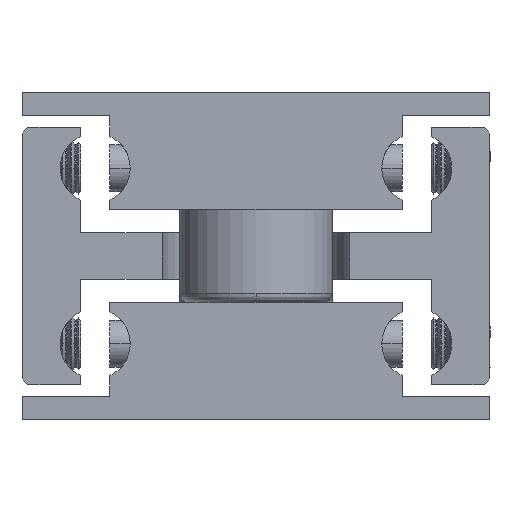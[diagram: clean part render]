
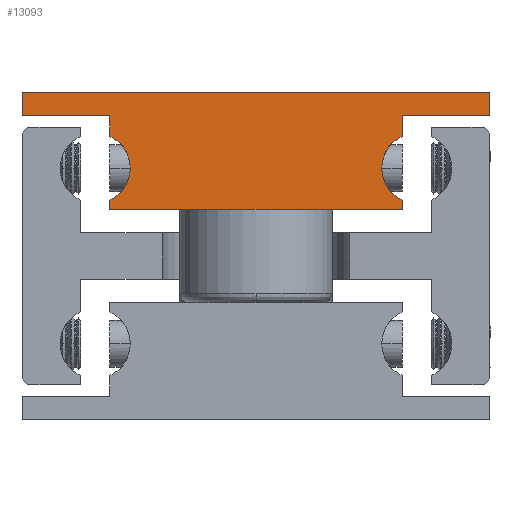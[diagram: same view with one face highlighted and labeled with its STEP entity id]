
A CAD part, front view. The second image highlights one B-rep face of the part: STEP entity #13093.
In plain terms, the highlighted planar face has unit normal (0, -1, 0).
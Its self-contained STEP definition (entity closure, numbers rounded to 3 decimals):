
#10810=CARTESIAN_POINT('',(-10.75,-275.0,0.));
#10811=VERTEX_POINT('',#10810);
#10820=CARTESIAN_POINT('',(-12.5,-275.0,2.727));
#10821=VERTEX_POINT('',#10820);
#10822=CARTESIAN_POINT('',(-13.75,-275.0,0.0));
#10823=DIRECTION('',(0.0,1.0,0.0));
#10824=DIRECTION('',(1.0,0.0,0.0));
#10825=AXIS2_PLACEMENT_3D('',#10822,#10823,#10824);
#10826=CIRCLE('',#10825,3.0);
#10827=EDGE_CURVE('',#10821,#10811,#10826,.T.);
#10952=CARTESIAN_POINT('',(12.5,-275.0,2.727));
#10953=VERTEX_POINT('',#10952);
#10960=CARTESIAN_POINT('',(10.75,-275.0,0.));
#10961=VERTEX_POINT('',#10960);
#10962=CARTESIAN_POINT('',(13.75,-275.0,0.0));
#10963=DIRECTION('',(0.0,1.0,0.0));
#10964=DIRECTION('',(1.0,0.0,0.0));
#10965=AXIS2_PLACEMENT_3D('',#10962,#10963,#10964);
#10966=CIRCLE('',#10965,3.0);
#10967=EDGE_CURVE('',#10961,#10953,#10966,.T.);
#11680=CARTESIAN_POINT('',(0.,-275.0,-3.5));
#11681=VERTEX_POINT('',#11680);
#12313=CARTESIAN_POINT('',(12.5,-275.0,-3.5));
#12314=VERTEX_POINT('',#12313);
#12321=CARTESIAN_POINT('',(12.5,-275.0,-3.5));
#12322=DIRECTION('',(-1.0,0.0,0.0));
#12323=VECTOR('',#12322,12.5);
#12324=LINE('',#12321,#12323);
#12325=EDGE_CURVE('',#12314,#11681,#12324,.T.);
#12330=CARTESIAN_POINT('',(-12.5,-275.0,-3.5));
#12331=VERTEX_POINT('',#12330);
#12332=CARTESIAN_POINT('',(0.,-275.0,-3.5));
#12333=DIRECTION('',(-1.0,0.0,0.0));
#12334=VECTOR('',#12333,12.5);
#12335=LINE('',#12332,#12334);
#12336=EDGE_CURVE('',#11681,#12331,#12335,.T.);
#12706=CARTESIAN_POINT('',(12.5,-275.0,4.5));
#12707=VERTEX_POINT('',#12706);
#12714=CARTESIAN_POINT('',(12.5,-275.0,4.5));
#12715=DIRECTION('',(0.,0.0,-1.));
#12716=VECTOR('',#12715,1.773);
#12717=LINE('',#12714,#12716);
#12718=EDGE_CURVE('',#12707,#10953,#12717,.T.);
#12731=CARTESIAN_POINT('',(12.5,-275.0,-2.727));
#12732=VERTEX_POINT('',#12731);
#12739=CARTESIAN_POINT('',(12.5,-275.0,-2.727));
#12740=DIRECTION('',(0.0,0.0,-1.0));
#12741=VECTOR('',#12740,0.773);
#12742=LINE('',#12739,#12741);
#12743=EDGE_CURVE('',#12732,#12314,#12742,.T.);
#12772=CARTESIAN_POINT('',(13.75,-275.0,0.0));
#12773=DIRECTION('',(0.0,1.0,0.0));
#12774=DIRECTION('',(1.0,0.0,0.0));
#12775=AXIS2_PLACEMENT_3D('',#12772,#12773,#12774);
#12776=CIRCLE('',#12775,3.0);
#12777=EDGE_CURVE('',#12732,#10961,#12776,.T.);
#12812=CARTESIAN_POINT('',(-12.5,-275.0,-2.727));
#12813=VERTEX_POINT('',#12812);
#12820=CARTESIAN_POINT('',(-13.75,-275.0,0.0));
#12821=DIRECTION('',(0.0,1.0,0.0));
#12822=DIRECTION('',(1.0,0.0,0.0));
#12823=AXIS2_PLACEMENT_3D('',#12820,#12821,#12822);
#12824=CIRCLE('',#12823,3.0);
#12825=EDGE_CURVE('',#10811,#12813,#12824,.T.);
#12905=CARTESIAN_POINT('',(-12.5,-275.0,-3.5));
#12906=DIRECTION('',(0.0,0.0,1.0));
#12907=VECTOR('',#12906,0.773);
#12908=LINE('',#12905,#12907);
#12909=EDGE_CURVE('',#12331,#12813,#12908,.T.);
#12920=CARTESIAN_POINT('',(-12.5,-275.0,4.5));
#12921=VERTEX_POINT('',#12920);
#12922=CARTESIAN_POINT('',(-12.5,-275.0,2.727));
#12923=DIRECTION('',(0.0,0.0,1.0));
#12924=VECTOR('',#12923,1.773);
#12925=LINE('',#12922,#12924);
#12926=EDGE_CURVE('',#10821,#12921,#12925,.T.);
#12944=CARTESIAN_POINT('',(20.,-275.0,4.5));
#12945=VERTEX_POINT('',#12944);
#12952=CARTESIAN_POINT('',(20.,-275.0,4.5));
#12953=DIRECTION('',(-1.0,0.0,0.0));
#12954=VECTOR('',#12953,7.5);
#12955=LINE('',#12952,#12954);
#12956=EDGE_CURVE('',#12945,#12707,#12955,.T.);
#12968=CARTESIAN_POINT('',(20.,-275.0,6.5));
#12969=VERTEX_POINT('',#12968);
#12976=CARTESIAN_POINT('',(20.,-275.0,6.5));
#12977=DIRECTION('',(0.0,0.0,-1.0));
#12978=VECTOR('',#12977,2.0);
#12979=LINE('',#12976,#12978);
#12980=EDGE_CURVE('',#12969,#12945,#12979,.T.);
#12991=CARTESIAN_POINT('',(-20.,-275.0,6.5));
#12992=VERTEX_POINT('',#12991);
#12993=CARTESIAN_POINT('',(-20.,-275.0,6.5));
#12994=DIRECTION('',(1.0,0.0,0.0));
#12995=VECTOR('',#12994,40.);
#12996=LINE('',#12993,#12995);
#12997=EDGE_CURVE('',#12992,#12969,#12996,.T.);
#13036=CARTESIAN_POINT('',(-20.,-275.0,4.5));
#13037=VERTEX_POINT('',#13036);
#13044=CARTESIAN_POINT('',(-20.,-275.0,4.5));
#13045=DIRECTION('',(0.0,0.0,1.0));
#13046=VECTOR('',#13045,2.0);
#13047=LINE('',#13044,#13046);
#13048=EDGE_CURVE('',#13037,#12992,#13047,.T.);
#13061=CARTESIAN_POINT('',(-12.5,-275.0,4.5));
#13062=DIRECTION('',(-1.0,0.0,0.0));
#13063=VECTOR('',#13062,7.5);
#13064=LINE('',#13061,#13063);
#13065=EDGE_CURVE('',#12921,#13037,#13064,.T.);
#13071=CARTESIAN_POINT('',(0.,-275.0,2.7));
#13072=DIRECTION('',(0.0,1.0,0.0));
#13073=DIRECTION('',(0.0,0.0,1.0));
#13074=AXIS2_PLACEMENT_3D('',#13071,#13072,#13073);
#13075=PLANE('',#13074);
#13076=ORIENTED_EDGE('',*,*,#12777,.T.);
#13077=ORIENTED_EDGE('',*,*,#10967,.T.);
#13078=ORIENTED_EDGE('',*,*,#12718,.F.);
#13079=ORIENTED_EDGE('',*,*,#12956,.F.);
#13080=ORIENTED_EDGE('',*,*,#12980,.F.);
#13081=ORIENTED_EDGE('',*,*,#12997,.F.);
#13082=ORIENTED_EDGE('',*,*,#13048,.F.);
#13083=ORIENTED_EDGE('',*,*,#13065,.F.);
#13084=ORIENTED_EDGE('',*,*,#12926,.F.);
#13085=ORIENTED_EDGE('',*,*,#10827,.T.);
#13086=ORIENTED_EDGE('',*,*,#12825,.T.);
#13087=ORIENTED_EDGE('',*,*,#12909,.F.);
#13088=ORIENTED_EDGE('',*,*,#12336,.F.);
#13089=ORIENTED_EDGE('',*,*,#12325,.F.);
#13090=ORIENTED_EDGE('',*,*,#12743,.F.);
#13091=EDGE_LOOP('',(#13076,#13077,#13078,#13079,#13080,#13081,#13082,#13083,#13084,#13085,#13086,#13087,#13088,#13089,#13090));
#13092=FACE_OUTER_BOUND('',#13091,.T.);
#13093=ADVANCED_FACE('',(#13092),#13075,.F.);
